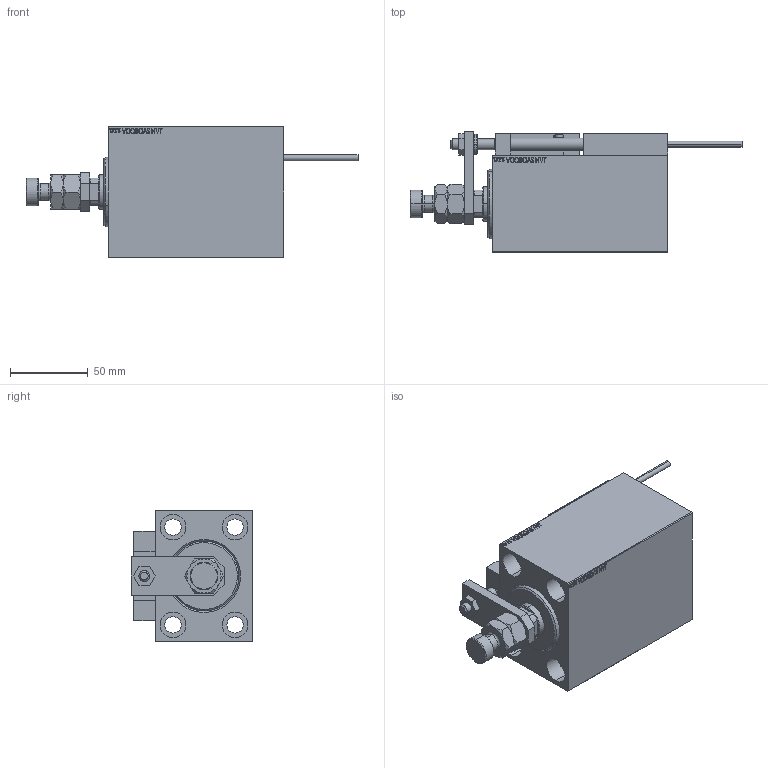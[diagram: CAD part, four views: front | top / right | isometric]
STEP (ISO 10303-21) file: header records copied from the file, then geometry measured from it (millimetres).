
FILE_DESCRIPTION (( 'STEP AP203' ), '1' );
FILE_NAME ('5d02.STEP', '2022-04-17T03:26:13', ( '' ), ( '' ), 'SwSTEP 2.0', 'SolidWorks 2019', '' );
FILE_SCHEMA (( 'CONFIG_CONTROL_DESIGN' ));
Length unit declared in the file: millimetre
Products named in the file (16): KONCOVKA ffb2c0925241a1b9d34d131406a1eeea; NUT_D12 ffb2c0925241a1b9d34d131406a1eeea; SWITCH_X_FRONT_BACK ffb2c0925241a1b9d34d131406a1eeea; V450CM_VC_B ffb2c0925241a1b9d34d131406a1eeea; Block ffb2c0925241a1b9d34d131406a1eeea; V450CM_C_Body ffb2c0925241a1b9d34d131406a1eeea; SWITCH DIM B,W ffb2c0925241a1b9d34d131406a1eeea; TYC_L79 ffb2c0925241a1b9d34d131406a1eeea; MAGNET ffb2c0925241a1b9d34d131406a1eeea; ALLEN BOLT D8 ffb2c0925241a1b9d34d131406a1eeea; SWITCH X ffb2c0925241a1b9d34d131406a1eeea; 5d02; X_Y_MFA ffb2c0925241a1b9d34d131406a1eeea; ZARAZKA ffb2c0925241a1b9d34d131406a1eeea; V450CM_C_VCP ffb2c0925241a1b9d34d131406a1eeea; ALLEN BOLT D5 ffb2c0925241a1b9d34d131406a1eeea
Assembly tree (25 placements, depth 3):
  5d02
    V450CM_C_Body ffb2c0925241a1b9d34d131406a1eeea
    SWITCH X ffb2c0925241a1b9d34d131406a1eeea
      SWITCH_X_FRONT_BACK ffb2c0925241a1b9d34d131406a1eeea  x2
      TYC_L79 ffb2c0925241a1b9d34d131406a1eeea
      Block ffb2c0925241a1b9d34d131406a1eeea  x2
      ALLEN BOLT D5 ffb2c0925241a1b9d34d131406a1eeea  x4
      ALLEN BOLT D8 ffb2c0925241a1b9d34d131406a1eeea  x4
      MAGNET ffb2c0925241a1b9d34d131406a1eeea  x2
      KONCOVKA ffb2c0925241a1b9d34d131406a1eeea  x2
    NUT_D12 ffb2c0925241a1b9d34d131406a1eeea
    SWITCH DIM B,W ffb2c0925241a1b9d34d131406a1eeea
    ZARAZKA ffb2c0925241a1b9d34d131406a1eeea
    V450CM_C_VCP ffb2c0925241a1b9d34d131406a1eeea
    V450CM_VC_B ffb2c0925241a1b9d34d131406a1eeea
    X_Y_MFA ffb2c0925241a1b9d34d131406a1eeea
Bounding box: 214 x 78.5 x 85 mm (x, y, z)
Volume: 572473 mm3; surface area: 125554.6 mm2
Topology: 24 solids, 24 shells, 1330 faces, 3162 edges, 2013 vertices
Faces by surface type: plane 576, bspline 380, cylinder 188, cone 134, torus 48, sphere 4
Entity records: 51704 total; most frequent: CARTESIAN_POINT 26431, ORIENTED_EDGE 5344, DIRECTION 3640, EDGE_CURVE 2672, VERTEX_POINT 1737, LINE 1500, VECTOR 1500, EDGE_LOOP 1241
